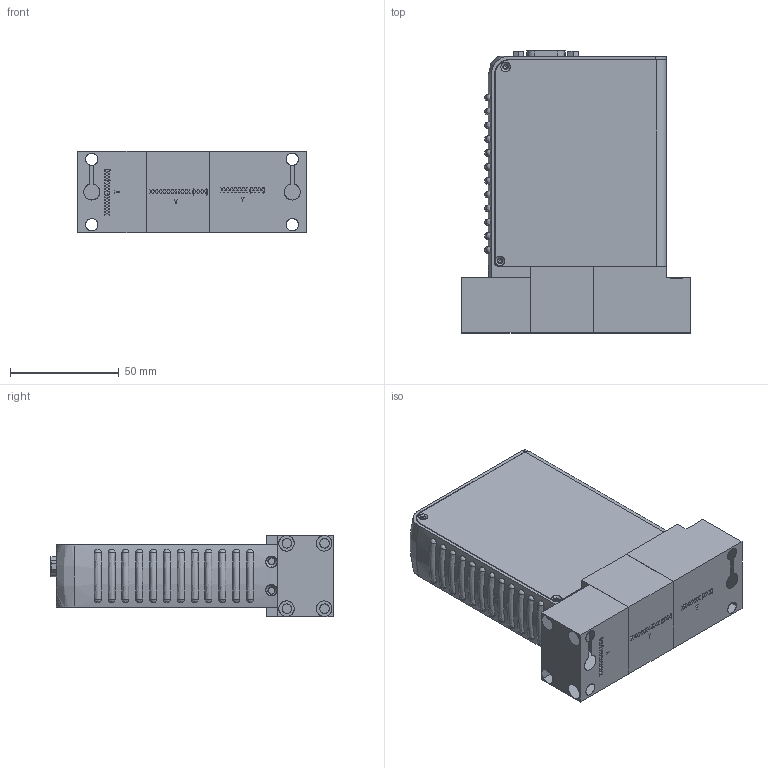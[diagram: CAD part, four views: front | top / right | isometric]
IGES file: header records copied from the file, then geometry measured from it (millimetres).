
Start section: SolidWorks IGES file using analytic representation for surfaces
Global section: file name: GF125-AX-G1.IGS; native system: SolidWorks 2014; preprocessor: SolidWorks 2014; author: CFehr; date: 170228.125532; units: millimetre
Bounding box: 104.95 x 129.4 x 37.59 mm (x, y, z)
Surface area: 69036 mm2 (no closed solid volume)
Topology: 0 solids, 0 shells, 710 faces, 9943 edges, 9927 vertices
Faces by surface type: bspline 454, revolution 256
